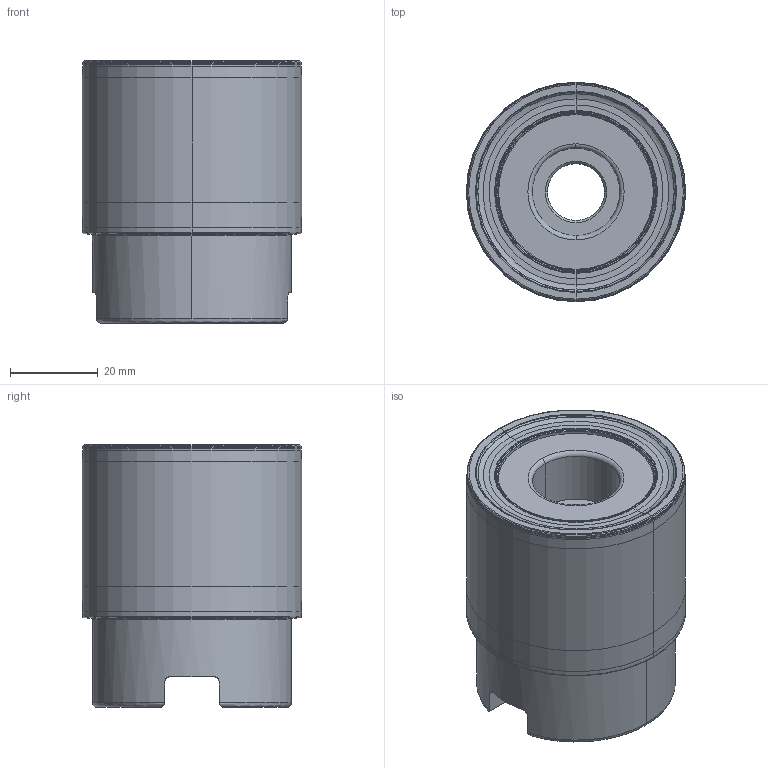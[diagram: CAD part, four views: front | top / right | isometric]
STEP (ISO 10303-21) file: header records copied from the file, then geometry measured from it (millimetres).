
FILE_DESCRIPTION((''),'2;1');
FILE_NAME('22J3F050039F2R00__ASM','2009-08-13T',('poussios_pc'),(''),'PRO/ENGINEER BY PARAMETRIC TECHNOLOGY CORPORATION, 2007460','PRO/ENGINEER BY PARAMETRIC TECHNOLOGY CORPORATION, 2007460','');
FILE_SCHEMA(('CONFIG_CONTROL_DESIGN'));
Length unit declared in the file: millimetre
Products named in the file (3): 22J3F050039F2R00_HSG; SCHNEIDE; 22J3F050039F2R00__ASM
Assembly tree (2 placements, depth 2):
  22J3F050039F2R00__ASM
    22J3F050039F2R00_HSG
    SCHNEIDE
Bounding box: 50.12 x 50.12 x 60 mm (x, y, z)
Volume: 119120.5 mm3; surface area: 28116.9 mm2
Topology: 2 solids, 2 shells, 190 faces, 398 edges, 214 vertices
Faces by surface type: revolution 118, plane 18, torus 18, cylinder 18, cone 18
Entity records: 12216 total; most frequent: CARTESIAN_POINT 8233, ORIENTED_EDGE 796, DIRECTION 738, EDGE_CURVE 398, AXIS2_PLACEMENT_3D 283, B_SPLINE_CURVE_WITH_KNOTS 256, VERTEX_POINT 214, CIRCLE 206
